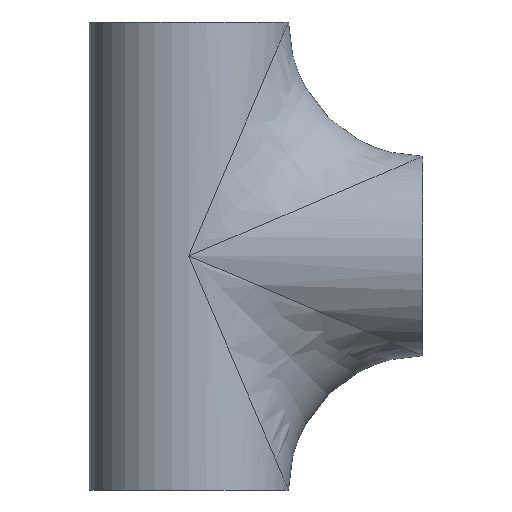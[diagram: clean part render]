
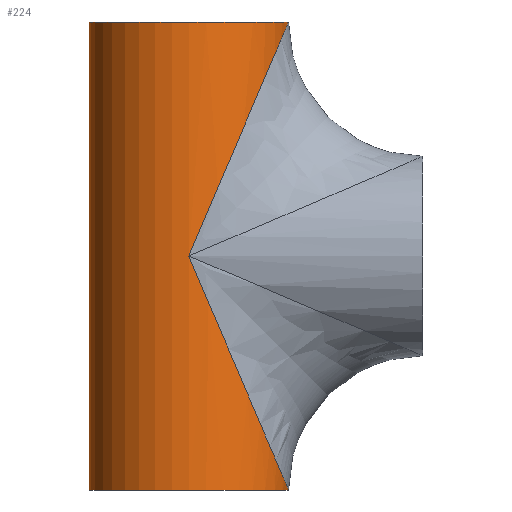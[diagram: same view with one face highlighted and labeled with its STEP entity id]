
A CAD part, front view. The second image highlights one B-rep face of the part: STEP entity #224.
In plain terms, the highlighted cylindrical face has radius 10.65 mm (diameter 21.3 mm), a partial arc.
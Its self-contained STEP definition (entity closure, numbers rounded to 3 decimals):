
#49 = AXIS2_PLACEMENT_3D ( 'NONE', #439, #836, #525 ) ;
#62 = VECTOR ( 'NONE', #797, 1000. ) ;
#113 = AXIS2_PLACEMENT_3D ( 'NONE', #812, #147, #400 ) ;
#147 = DIRECTION ( 'NONE',  ( 0., 0., -1. ) ) ;
#148 = CARTESIAN_POINT ( 'NONE',  ( 10.65, -6.239, 25. ) ) ;
#158 = CARTESIAN_POINT ( 'NONE',  ( 0., -10.65, 0. ) ) ;
#172 = ORIENTED_EDGE ( 'NONE', *, *, #610, .T. ) ;
#181 = AXIS2_PLACEMENT_3D ( 'NONE', #642, #238, #968 ) ;
#196 = VERTEX_POINT ( 'NONE', #488 ) ;
#207 = CIRCLE ( 'NONE', #49, 10.65 ) ;
#223 = CYLINDRICAL_SURFACE ( 'NONE', #113, 10.65 ) ;
#224 = ADVANCED_FACE ( 'NONE', ( #647 ), #223, .T. ) ;
#235 = EDGE_CURVE ( 'NONE', #196, #469, #722, .T. ) ;
#238 = DIRECTION ( 'NONE',  ( 0., 0., 1. ) ) ;
#260 = CARTESIAN_POINT ( 'NONE',  ( 6.239, -10.65, 14.645 ) ) ;
#305 = ORIENTED_EDGE ( 'NONE', *, *, #235, .T. ) ;
#400 = DIRECTION ( 'NONE',  ( -1., 0., 0. ) ) ;
#439 = CARTESIAN_POINT ( 'NONE',  ( 0., 0., 25. ) ) ;
#469 = VERTEX_POINT ( 'NONE', #755 ) ;
#487 = CARTESIAN_POINT ( 'NONE',  ( -10.65, 0., 25. ) ) ;
#488 = CARTESIAN_POINT ( 'NONE',  ( -10.65, 0., -25. ) ) ;
#489 = CARTESIAN_POINT ( 'NONE',  ( -10.65, 0., 25. ) ) ;
#501 = CARTESIAN_POINT ( 'NONE',  ( 0., -10.65, 0. ) ) ;
#513 = VERTEX_POINT ( 'NONE', #501 ) ;
#525 = DIRECTION ( 'NONE',  ( 1., 0., 0. ) ) ;
#549 = LINE ( 'NONE', #489, #62 ) ;
#589 = CARTESIAN_POINT ( 'NONE',  ( 0., -10.65, 0. ) ) ;
#596 = CARTESIAN_POINT ( 'NONE',  ( 10.65, -6.239, -25. ) ) ;
#610 = EDGE_CURVE ( 'NONE', #950, #196, #549, .T. ) ;
#615 = ORIENTED_EDGE ( 'NONE', *, *, #769, .T. ) ;
#642 = CARTESIAN_POINT ( 'NONE',  ( 0., 0., -25. ) ) ;
#647 = FACE_OUTER_BOUND ( 'NONE', #988, .T. ) ;
#668 = ORIENTED_EDGE ( 'NONE', *, *, #704, .F. ) ;
#670 =( BOUNDED_CURVE ( )  B_SPLINE_CURVE ( 3, ( #158, #260, #148, #919 ),
 .UNSPECIFIED., .F., .T. ) 
 B_SPLINE_CURVE_WITH_KNOTS ( ( 4, 4 ),
 ( 1.571, 3.142 ),
 .UNSPECIFIED. ) 
 CURVE ( )  GEOMETRIC_REPRESENTATION_ITEM ( )  RATIONAL_B_SPLINE_CURVE ( ( 1., 0.805, 0.805, 1. ) ) 
 REPRESENTATION_ITEM ( '' )  );
#689 = ORIENTED_EDGE ( 'NONE', *, *, #927, .T. ) ;
#704 = EDGE_CURVE ( 'NONE', #950, #994, #207, .T. ) ;
#722 = CIRCLE ( 'NONE', #181, 10.65 ) ;
#755 = CARTESIAN_POINT ( 'NONE',  ( 10.65, 0., -25. ) ) ;
#759 = CARTESIAN_POINT ( 'NONE',  ( 6.239, -10.65, -14.645 ) ) ;
#769 = EDGE_CURVE ( 'NONE', #469, #513, #864, .T. ) ;
#797 = DIRECTION ( 'NONE',  ( 0., 0., -1. ) ) ;
#812 = CARTESIAN_POINT ( 'NONE',  ( 0., 0., 25. ) ) ;
#836 = DIRECTION ( 'NONE',  ( 0., 0., 1. ) ) ;
#864 =( BOUNDED_CURVE ( )  B_SPLINE_CURVE ( 3, ( #996, #596, #759, #589 ),
 .UNSPECIFIED., .F., .F. ) 
 B_SPLINE_CURVE_WITH_KNOTS ( ( 4, 4 ),
 ( 3.142, 4.712 ),
 .UNSPECIFIED. ) 
 CURVE ( )  GEOMETRIC_REPRESENTATION_ITEM ( )  RATIONAL_B_SPLINE_CURVE ( ( 1., 0.805, 0.805, 1. ) ) 
 REPRESENTATION_ITEM ( '' )  );
#919 = CARTESIAN_POINT ( 'NONE',  ( 10.65, 0., 25. ) ) ;
#927 = EDGE_CURVE ( 'NONE', #513, #994, #670, .T. ) ;
#950 = VERTEX_POINT ( 'NONE', #487 ) ;
#968 = DIRECTION ( 'NONE',  ( 1., 0., 0. ) ) ;
#988 = EDGE_LOOP ( 'NONE', ( #668, #172, #305, #615, #689 ) ) ;
#991 = CARTESIAN_POINT ( 'NONE',  ( 10.65, 0., 25. ) ) ;
#994 = VERTEX_POINT ( 'NONE', #991 ) ;
#996 = CARTESIAN_POINT ( 'NONE',  ( 10.65, 0., -25. ) ) ;
